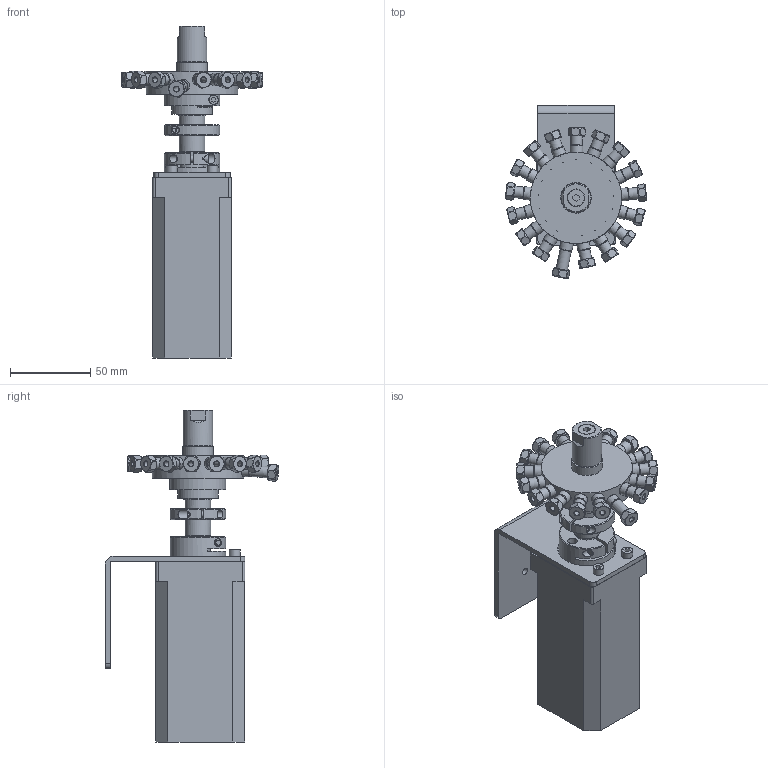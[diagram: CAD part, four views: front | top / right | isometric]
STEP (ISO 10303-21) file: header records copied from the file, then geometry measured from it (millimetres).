
FILE_DESCRIPTION((''),'2;1');
FILE_NAME('332318-EMT2SD16MWE 16 pos valve electric actuated.stp','2013-08-27T09:00:15',('Franzp'),(''),'Autodesk Inventor 2013','Autodesk Inventor 2013','');
FILE_SCHEMA(('AUTOMOTIVE_DESIGN { 1 0 10303 214 1 1 1 1 }'));
Length unit declared in the file: millimetre
Products named in the file (5): 3223a18; 322318; 320401; 310517
Assembly tree (4 placements, depth 3):
  3223a18
    322318
    320401
      320401
      310517
Bounding box: 88.2 x 108.14 x 207.28 mm (x, y, z)
Volume: 4358 mm3; surface area: 90305.6 mm2
Topology: 2 solids, 77 shells, 427 faces, 1520 edges, 1052 vertices
Faces by surface type: plane 249, cylinder 116, cone 62
Full cylindrical faces by diameter (mm): 2.642 x1, 3.27 x17, 3.51 x2, 3.68 x1, 4.166 x1, 4.32 x4, 4.75 x1, 5.65 x2, 5.78 x1, 5.84 x1, 5.94 x3, 6.7 x2, 7 x2, 7.137 x17, 7.937 x1, 7.938 x16, 8 x11, 15.875 x1, 18.415 x1, 19.05 x2, 34.671 x1, 36.5 x1, 57.023 x1
Entity records: 16370 total; most frequent: CARTESIAN_POINT 3906, DIRECTION 2492, ORIENTED_EDGE 1910, EDGE_CURVE 1300, AXIS2_PLACEMENT_3D 994, VERTEX_POINT 978, EDGE_LOOP 682, CIRCLE 556
